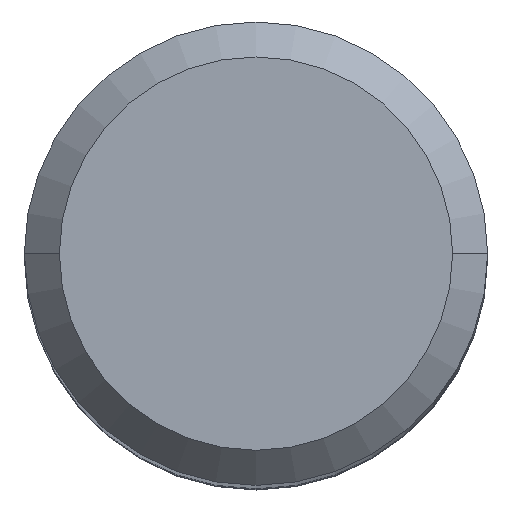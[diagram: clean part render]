
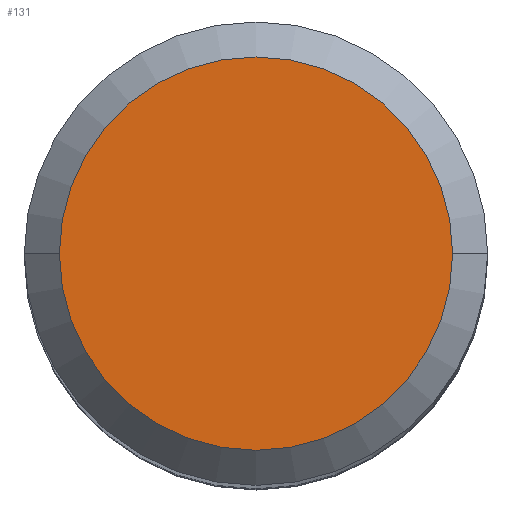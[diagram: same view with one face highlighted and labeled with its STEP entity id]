
A CAD part, top view. The second image highlights one B-rep face of the part: STEP entity #131.
In plain terms, the highlighted planar face has unit normal (0, 0, 1).
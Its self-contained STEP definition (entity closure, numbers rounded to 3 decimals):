
#32=PLANE('',#956);
#131=ADVANCED_FACE('',(#187),#32,.F.);
#187=FACE_OUTER_BOUND('',#237,.T.);
#237=EDGE_LOOP('',(#409,#410,#411,#412));
#409=ORIENTED_EDGE('',*,*,#609,.T.);
#410=ORIENTED_EDGE('',*,*,#610,.T.);
#411=ORIENTED_EDGE('',*,*,#611,.T.);
#412=ORIENTED_EDGE('',*,*,#612,.T.);
#510=VERTEX_POINT('',#2014);
#511=VERTEX_POINT('',#2015);
#512=VERTEX_POINT('',#2017);
#513=VERTEX_POINT('',#2019);
#609=EDGE_CURVE('',#510,#511,#719,.T.);
#610=EDGE_CURVE('',#511,#512,#720,.T.);
#611=EDGE_CURVE('',#512,#513,#721,.T.);
#612=EDGE_CURVE('',#513,#510,#722,.T.);
#719=CIRCLE('',#952,6.738);
#720=CIRCLE('',#953,6.738);
#721=CIRCLE('',#954,6.738);
#722=CIRCLE('',#955,6.738);
#952=AXIS2_PLACEMENT_3D('',#2013,#1148,#1149);
#953=AXIS2_PLACEMENT_3D('',#2016,#1150,#1151);
#954=AXIS2_PLACEMENT_3D('',#2018,#1152,#1153);
#955=AXIS2_PLACEMENT_3D('',#2020,#1154,#1155);
#956=AXIS2_PLACEMENT_3D('',#2021,#1156,#1157);
#1148=DIRECTION('',(0.,0.,1.));
#1149=DIRECTION('',(0.,1.,0.));
#1150=DIRECTION('',(0.,0.,1.));
#1151=DIRECTION('',(-1.,0.,0.));
#1152=DIRECTION('',(0.,0.,1.));
#1153=DIRECTION('',(0.,-1.,0.));
#1154=DIRECTION('',(0.,0.,1.));
#1155=DIRECTION('',(1.,0.,0.));
#1156=DIRECTION('',(0.,0.,-1.));
#1157=DIRECTION('',(-1.,0.,0.));
#2013=CARTESIAN_POINT('',(0.,0.,30.92));
#2014=CARTESIAN_POINT('',(0.,6.738,30.92));
#2015=CARTESIAN_POINT('',(-6.737,0.,30.92));
#2016=CARTESIAN_POINT('',(0.,0.,30.92));
#2017=CARTESIAN_POINT('',(0.,-6.738,30.92));
#2018=CARTESIAN_POINT('',(0.,0.,30.92));
#2019=CARTESIAN_POINT('',(6.738,0.,30.92));
#2020=CARTESIAN_POINT('',(0.,0.,30.92));
#2021=CARTESIAN_POINT('',(0.,0.,30.92));
